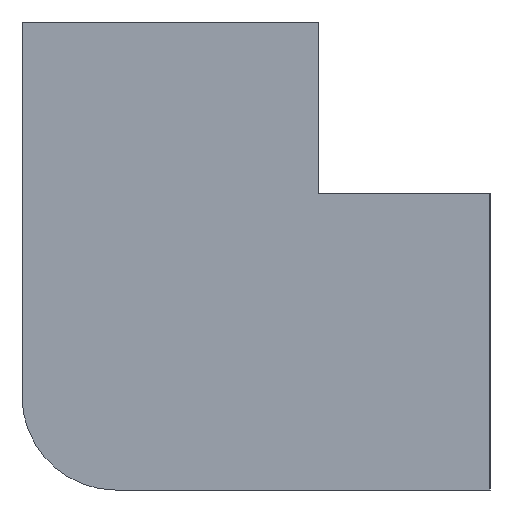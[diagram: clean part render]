
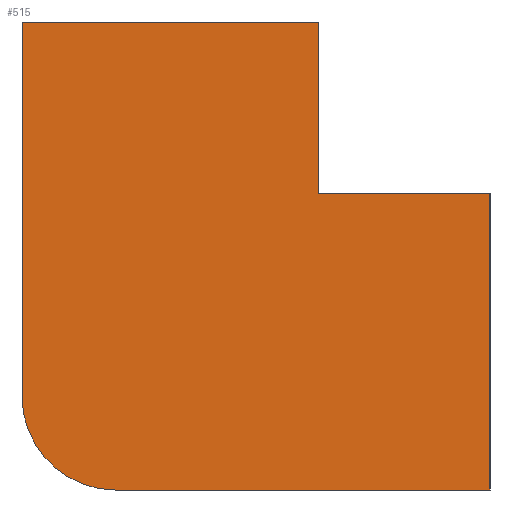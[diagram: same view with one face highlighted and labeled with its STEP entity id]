
A CAD part, left-side view. The second image highlights one B-rep face of the part: STEP entity #515.
In plain terms, the highlighted planar face has unit normal (-1, 0, 0).
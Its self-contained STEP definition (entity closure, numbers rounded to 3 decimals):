
#22 = AXIS2_PLACEMENT_3D ( 'NONE', #65, #41, #37 ) ;
#37 = DIRECTION ( 'NONE',  ( 0., 0., -1. ) ) ;
#39 = EDGE_CURVE ( 'NONE', #349, #374, #334, .T. ) ;
#41 = DIRECTION ( 'NONE',  ( 1., 0., 0. ) ) ;
#43 = PLANE ( 'NONE',  #22 ) ;
#45 = CARTESIAN_POINT ( 'NONE',  ( -117.55, 50., -30. ) ) ;
#54 = CARTESIAN_POINT ( 'NONE',  ( -117.55, 30., -50. ) ) ;
#65 = CARTESIAN_POINT ( 'NONE',  ( -117.55, 30., -30. ) ) ;
#66 = CARTESIAN_POINT ( 'NONE',  ( -117.55, -50., -50. ) ) ;
#91 = FACE_OUTER_BOUND ( 'NONE', #417, .T. ) ;
#95 = CARTESIAN_POINT ( 'NONE',  ( -117.55, -13.4, 13.4 ) ) ;
#102 = CARTESIAN_POINT ( 'NONE',  ( -117.55, -50., 13.4 ) ) ;
#109 = CARTESIAN_POINT ( 'NONE',  ( -117.55, 50., 50. ) ) ;
#112 = CARTESIAN_POINT ( 'NONE',  ( -117.55, -13.4, 50. ) ) ;
#124 = AXIS2_PLACEMENT_3D ( 'NONE', #292, #290, #288 ) ;
#137 = LINE ( 'NONE', #357, #280 ) ;
#142 = LINE ( 'NONE', #353, #275 ) ;
#146 = VECTOR ( 'NONE', #385, 1000. ) ;
#149 = LINE ( 'NONE', #391, #146 ) ;
#163 = EDGE_CURVE ( 'NONE', #374, #406, #149, .T. ) ;
#167 = EDGE_CURVE ( 'NONE', #406, #395, #137, .T. ) ;
#168 = EDGE_CURVE ( 'NONE', #459, #473, #142, .T. ) ;
#178 = EDGE_CURVE ( 'NONE', #473, #496, #262, .T. ) ;
#191 = EDGE_CURVE ( 'NONE', #395, #459, #247, .T. ) ;
#196 = EDGE_CURVE ( 'NONE', #496, #349, #228, .T. ) ;
#217 = VECTOR ( 'NONE', #239, 1000. ) ;
#222 = VECTOR ( 'NONE', #244, 1000. ) ;
#228 = LINE ( 'NONE', #242, #217 ) ;
#239 = DIRECTION ( 'NONE',  ( 0., 0., 1. ) ) ;
#242 = CARTESIAN_POINT ( 'NONE',  ( -117.55, 50., 50. ) ) ;
#244 = DIRECTION ( 'NONE',  ( 0., 0., -1. ) ) ;
#247 = LINE ( 'NONE', #248, #222 ) ;
#248 = CARTESIAN_POINT ( 'NONE',  ( -117.55, -50., 13.4 ) ) ;
#250 = CARTESIAN_POINT ( 'NONE',  ( -117.55, 50., 50. ) ) ;
#262 = CIRCLE ( 'NONE', #124, 20. ) ;
#275 = VECTOR ( 'NONE', #342, 1000. ) ;
#280 = VECTOR ( 'NONE', #354, 1000. ) ;
#288 = DIRECTION ( 'NONE',  ( 0., 0., -1. ) ) ;
#290 = DIRECTION ( 'NONE',  ( 1., 0., 0. ) ) ;
#292 = CARTESIAN_POINT ( 'NONE',  ( -117.55, 30., -30. ) ) ;
#328 = VECTOR ( 'NONE', #438, 1000. ) ;
#334 = LINE ( 'NONE', #250, #328 ) ;
#342 = DIRECTION ( 'NONE',  ( 0., 1., 0. ) ) ;
#349 = VERTEX_POINT ( 'NONE', #109 ) ;
#353 = CARTESIAN_POINT ( 'NONE',  ( -117.55, 30., -50. ) ) ;
#354 = DIRECTION ( 'NONE',  ( 0., -1., 0. ) ) ;
#357 = CARTESIAN_POINT ( 'NONE',  ( -117.55, -50., 13.4 ) ) ;
#374 = VERTEX_POINT ( 'NONE', #112 ) ;
#385 = DIRECTION ( 'NONE',  ( 0., 0., -1. ) ) ;
#391 = CARTESIAN_POINT ( 'NONE',  ( -117.55, -13.4, 50. ) ) ;
#395 = VERTEX_POINT ( 'NONE', #102 ) ;
#406 = VERTEX_POINT ( 'NONE', #95 ) ;
#417 = EDGE_LOOP ( 'NONE', ( #425, #427, #431, #434, #435, #448, #456 ) ) ;
#425 = ORIENTED_EDGE ( 'NONE', *, *, #191, .F. ) ;
#427 = ORIENTED_EDGE ( 'NONE', *, *, #167, .F. ) ;
#431 = ORIENTED_EDGE ( 'NONE', *, *, #163, .F. ) ;
#434 = ORIENTED_EDGE ( 'NONE', *, *, #39, .F. ) ;
#435 = ORIENTED_EDGE ( 'NONE', *, *, #196, .F. ) ;
#438 = DIRECTION ( 'NONE',  ( 0., -1., 0. ) ) ;
#448 = ORIENTED_EDGE ( 'NONE', *, *, #178, .F. ) ;
#456 = ORIENTED_EDGE ( 'NONE', *, *, #168, .F. ) ;
#459 = VERTEX_POINT ( 'NONE', #66 ) ;
#473 = VERTEX_POINT ( 'NONE', #54 ) ;
#496 = VERTEX_POINT ( 'NONE', #45 ) ;
#515 = ADVANCED_FACE ( 'NONE', ( #91 ), #43, .F. ) ;
